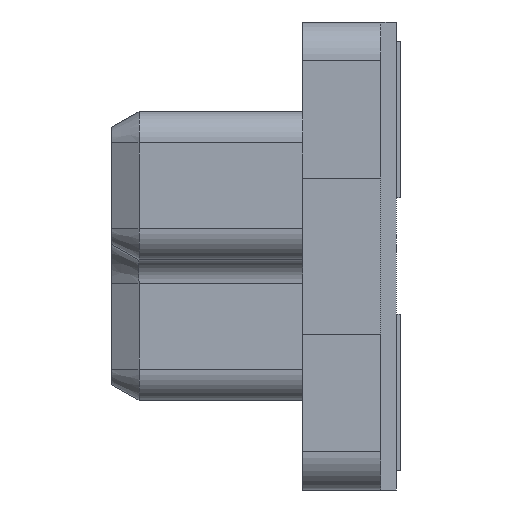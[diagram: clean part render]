
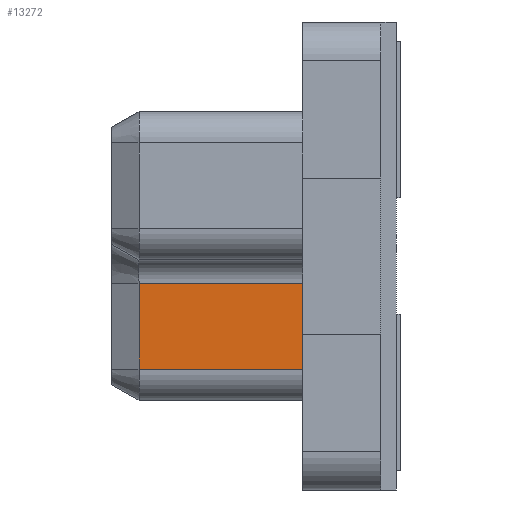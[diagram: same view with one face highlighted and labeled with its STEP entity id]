
A CAD part, left-side view. The second image highlights one B-rep face of the part: STEP entity #13272.
In plain terms, the highlighted planar face has unit normal (-1, 0, 0).
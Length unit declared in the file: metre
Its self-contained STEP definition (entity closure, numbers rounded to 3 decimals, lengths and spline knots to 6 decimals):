
#2905=ORIENTED_EDGE('',*,*,#5533,.T.);
#2906=ORIENTED_EDGE('',*,*,#5534,.F.);
#2907=ORIENTED_EDGE('',*,*,#5535,.T.);
#2908=ORIENTED_EDGE('',*,*,#5531,.T.);
#5531=EDGE_CURVE('',#6919,#6918,#8679,.T.);
#5533=EDGE_CURVE('',#6918,#6920,#8680,.T.);
#5534=EDGE_CURVE('',#6921,#6920,#8681,.T.);
#5535=EDGE_CURVE('',#6921,#6919,#8682,.T.);
#6918=VERTEX_POINT('',#20629);
#6919=VERTEX_POINT('',#20631);
#6920=VERTEX_POINT('',#20635);
#6921=VERTEX_POINT('',#20637);
#8679=LINE('',#20630,#10548);
#8680=LINE('',#20634,#10549);
#8681=LINE('',#20636,#10550);
#8682=LINE('',#20638,#10551);
#10548=VECTOR('',#16848,1.);
#10549=VECTOR('',#16853,1.);
#10550=VECTOR('',#16854,1.);
#10551=VECTOR('',#16855,1.);
#11354=EDGE_LOOP('',(#2905,#2906,#2907,#2908));
#12003=FACE_BOUND('',#11354,.T.);
#12637=PLANE('',#13953);
#13272=ADVANCED_FACE('',(#12003),#12637,.F.);
#13953=AXIS2_PLACEMENT_3D('',#20633,#16851,#16852);
#16848=DIRECTION('',(0.,-1.,0.));
#16851=DIRECTION('',(1.,0.,0.));
#16852=DIRECTION('',(0.,0.,1.));
#16853=DIRECTION('',(0.,0.,1.));
#16854=DIRECTION('',(0.,-1.,0.));
#16855=DIRECTION('',(0.,0.,-1.));
#20629=CARTESIAN_POINT('',(-0.01738,0.0012,-0.00145));
#20630=CARTESIAN_POINT('',(-0.01738,0.0033,-0.00145));
#20631=CARTESIAN_POINT('',(-0.01738,0.0033,-0.00145));
#20633=CARTESIAN_POINT('',(-0.01738,0.00225,-0.0009));
#20634=CARTESIAN_POINT('',(-0.01738,0.0012,-0.00145));
#20635=CARTESIAN_POINT('',(-0.01738,0.0012,-0.00035));
#20636=CARTESIAN_POINT('',(-0.01738,0.0033,-0.00035));
#20637=CARTESIAN_POINT('',(-0.01738,0.0033,-0.00035));
#20638=CARTESIAN_POINT('',(-0.01738,0.0033,-0.00035));
